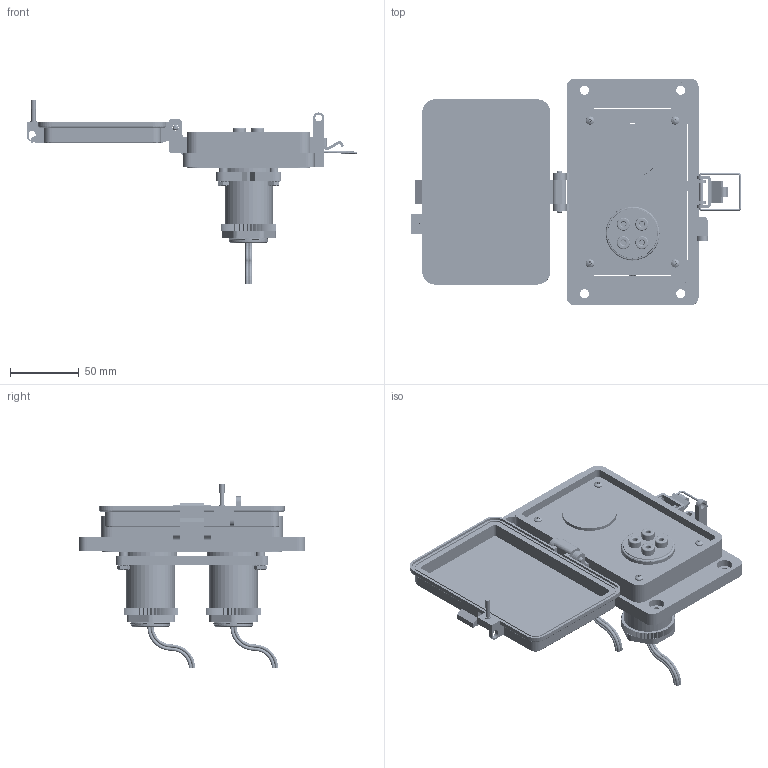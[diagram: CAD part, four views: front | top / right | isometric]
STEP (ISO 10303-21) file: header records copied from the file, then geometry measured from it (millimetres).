
FILE_DESCRIPTION (( 'STEP AP214' ), '1' );
FILE_NAME ('P-S12S21-M2RX-V_3D.STEP', '2019-08-02T16:31:35', ( '' ), ( '' ), 'SwSTEP 2.0', 'SolidWorks 2019', '' );
FILE_SCHEMA (( 'AUTOMOTIVE_DESIGN' ));
Length unit declared in the file: millimetre
Products named in the file (17): Z-H-M2_B; BAK240_TP1; Z-002-632516HN_90675A007; R-3W_NUT; AR-3MT_NUT; 92005A124_METRIC PAN HEAD PHILLIPS MACHINE SCREW_92005A124; -M2; 632FH_1-1_4-IN; R-3W-UNIT; R-3MT_UNIT; VTS INSERT_VERTICAL; P-S12S21-M2RX-V_3D; BAK240_BP1; P-S12S21-M2RX-V_FP060_1; Z-001-SPR_5_8; R-3W-SLEEVE; R-3MT_SLEEVE
Assembly tree (28 placements, depth 3):
  P-S12S21-M2RX-V_3D
    VTS INSERT_VERTICAL
      BAK240_BP1
      BAK240_TP1
      632FH_1-1_4-IN  x4
      Z-001-SPR_5_8  x4
      Z-002-632516HN_90675A007  x4
      R-3W-UNIT
      R-3W-SLEEVE
      R-3W_NUT
      R-3MT_UNIT
      R-3MT_SLEEVE
      AR-3MT_NUT
    -M2
      Z-H-M2_B
    P-S12S21-M2RX-V_FP060_1
    92005A124_METRIC PAN HEAD PHILLIPS MACHINE SCREW_92005A124  x4
Bounding box: 240.59 x 164.96 x 134.46 mm (x, y, z)
Volume: 402953.4 mm3; surface area: 213027.5 mm2
Topology: 47 solids, 48 shells, 4149 faces, 11776 edges, 7755 vertices
Faces by surface type: cylinder 1639, plane 1216, bspline 984, cone 224, torus 78, sphere 8
Entity records: 163853 total; most frequent: CARTESIAN_POINT 86543, ORIENTED_EDGE 15596, DIRECTION 8864, EDGE_CURVE 7801, VERTEX_POINT 5129, B_SPLINE_CURVE_WITH_KNOTS 3119, VECTOR 3078, LINE 3078
